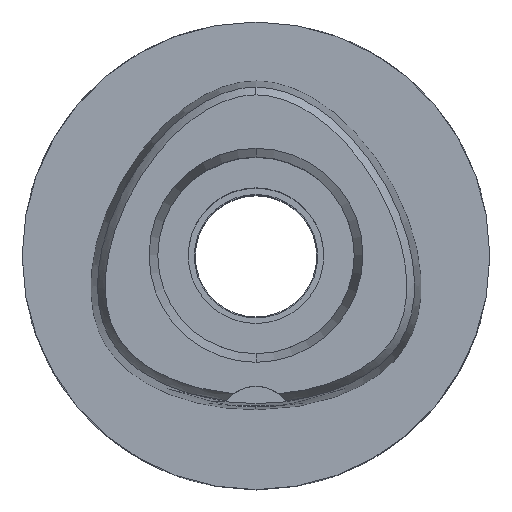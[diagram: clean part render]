
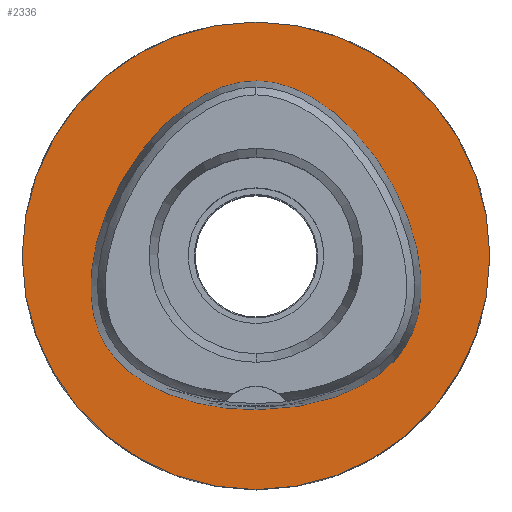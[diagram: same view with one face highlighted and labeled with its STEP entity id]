
A CAD part, top view. The second image highlights one B-rep face of the part: STEP entity #2336.
In plain terms, the highlighted planar face has unit normal (0, 0, 1).
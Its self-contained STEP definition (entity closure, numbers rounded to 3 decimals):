
#322=CARTESIAN_POINT('',(0.,0.,0.));
#323=DIRECTION('',(0.,0.,-1.));
#324=DIRECTION('',(0.,-1.,0.));
#325=AXIS2_PLACEMENT_3D('',#322,#323,#324);
#330=CARTESIAN_POINT('',(0.,0.,0.));
#331=DIRECTION('',(0.,0.,-1.));
#332=DIRECTION('',(0.,1.,0.));
#333=AXIS2_PLACEMENT_3D('',#330,#331,#332);
#338=CARTESIAN_POINT('',(0.,-16.455,0.));
#339=CARTESIAN_POINT('',(0.692,-16.455,0.));
#340=CARTESIAN_POINT('',(2.054,-16.405,
0.));
#341=CARTESIAN_POINT('',(4.058,-16.186,
0.));
#342=CARTESIAN_POINT('',(5.948,-15.835,0.));
#343=CARTESIAN_POINT('',(7.688,-15.376,0.));
#344=CARTESIAN_POINT('',(9.259,-14.829,0.));
#345=CARTESIAN_POINT('',(10.653,-14.216,0.));
#346=CARTESIAN_POINT('',(11.877,-13.555,0.));
#347=CARTESIAN_POINT('',(12.94,-12.86,0.));
#348=CARTESIAN_POINT('',(13.857,-12.14,0.));
#349=CARTESIAN_POINT('',(14.644,-11.402,0.));
#350=CARTESIAN_POINT('',(15.315,-10.646,0.));
#351=CARTESIAN_POINT('',(15.878,-9.879,0.));
#352=CARTESIAN_POINT('',(16.352,-9.087,0.));
#353=CARTESIAN_POINT('',(16.756,-8.239,0.));
#354=CARTESIAN_POINT('',(17.097,-7.31,0.));
#355=CARTESIAN_POINT('',(17.369,-6.292,0.));
#356=CARTESIAN_POINT('',(17.562,-5.173,0.));
#357=CARTESIAN_POINT('',(17.665,-3.943,0.));
#358=CARTESIAN_POINT('',(17.664,-2.594,0.));
#359=CARTESIAN_POINT('',(17.542,-1.121,0.));
#360=CARTESIAN_POINT('',(17.281,0.475,0.));
#361=CARTESIAN_POINT('',(16.863,2.181,0.));
#362=CARTESIAN_POINT('',(16.277,3.973,0.));
#363=CARTESIAN_POINT('',(15.522,5.812,0.));
#364=CARTESIAN_POINT('',(14.606,7.646,0.));
#365=CARTESIAN_POINT('',(13.551,9.421,0.));
#366=CARTESIAN_POINT('',(12.388,11.089,0.));
#367=CARTESIAN_POINT('',(11.154,12.608,0.));
#368=CARTESIAN_POINT('',(9.888,13.948,0.));
#369=CARTESIAN_POINT('',(8.623,15.097,0.));
#370=CARTESIAN_POINT('',(7.383,16.058,0.));
#371=CARTESIAN_POINT('',(6.184,16.842,0.));
#372=CARTESIAN_POINT('',(5.034,17.464,0.));
#373=CARTESIAN_POINT('',(3.935,17.942,0.));
#374=CARTESIAN_POINT('',(2.886,18.293,0.));
#375=CARTESIAN_POINT('',(1.883,18.53,0.));
#376=CARTESIAN_POINT('',(0.922,18.666,
0.));
#377=CARTESIAN_POINT('',(0.303,18.695,
0.));
#378=CARTESIAN_POINT('',(0.,18.695,
0.));
#383=CARTESIAN_POINT('',(0.,18.695,
0.));
#384=CARTESIAN_POINT('',(-0.304,18.695,
0.));
#385=CARTESIAN_POINT('',(-0.923,18.666,
0.));
#386=CARTESIAN_POINT('',(-1.883,18.53,
0.));
#387=CARTESIAN_POINT('',(-2.886,18.293,0.));
#388=CARTESIAN_POINT('',(-3.935,17.942,0.));
#389=CARTESIAN_POINT('',(-5.034,17.464,0.));
#390=CARTESIAN_POINT('',(-6.185,16.841,0.));
#391=CARTESIAN_POINT('',(-7.385,16.057,0.));
#392=CARTESIAN_POINT('',(-8.625,15.096,0.));
#393=CARTESIAN_POINT('',(-9.89,13.946,0.));
#394=CARTESIAN_POINT('',(-11.156,12.605,0.));
#395=CARTESIAN_POINT('',(-12.39,11.086,0.));
#396=CARTESIAN_POINT('',(-13.553,9.417,0.));
#397=CARTESIAN_POINT('',(-14.607,7.643,0.));
#398=CARTESIAN_POINT('',(-15.523,5.809,0.));
#399=CARTESIAN_POINT('',(-16.279,3.97,0.));
#400=CARTESIAN_POINT('',(-16.864,2.178,0.));
#401=CARTESIAN_POINT('',(-17.281,0.472,0.));
#402=CARTESIAN_POINT('',(-17.542,-1.123,0.));
#403=CARTESIAN_POINT('',(-17.664,-2.596,0.));
#404=CARTESIAN_POINT('',(-17.665,-3.945,0.));
#405=CARTESIAN_POINT('',(-17.562,-5.174,0.));
#406=CARTESIAN_POINT('',(-17.368,-6.293,0.));
#407=CARTESIAN_POINT('',(-17.097,-7.311,0.));
#408=CARTESIAN_POINT('',(-16.755,-8.242,0.));
#409=CARTESIAN_POINT('',(-16.352,-9.087,0.));
#410=CARTESIAN_POINT('',(-15.879,-9.877,0.));
#411=CARTESIAN_POINT('',(-15.317,-10.643,0.));
#412=CARTESIAN_POINT('',(-14.645,-11.4,0.));
#413=CARTESIAN_POINT('',(-13.859,-12.138,0.));
#414=CARTESIAN_POINT('',(-12.942,-12.858,0.));
#415=CARTESIAN_POINT('',(-11.879,-13.554,0.));
#416=CARTESIAN_POINT('',(-10.656,-14.215,0.));
#417=CARTESIAN_POINT('',(-9.261,-14.828,0.));
#418=CARTESIAN_POINT('',(-7.69,-15.375,0.));
#419=CARTESIAN_POINT('',(-5.949,-15.835,0.));
#420=CARTESIAN_POINT('',(-4.059,-16.185,
0.));
#421=CARTESIAN_POINT('',(-2.054,-16.405,
0.));
#422=CARTESIAN_POINT('',(-0.692,-16.455,0.));
#423=CARTESIAN_POINT('',(0.,-16.455,0.));
#1549=VERTEX_POINT('',#383);
#1550=VERTEX_POINT('',#423);
#1555=CARTESIAN_POINT('',(0.,-25.,0.));
#1556=CARTESIAN_POINT('',(0.,25.,0.));
#1557=VERTEX_POINT('',#1555);
#1558=VERTEX_POINT('',#1556);
#2320=CARTESIAN_POINT('',(0.,0.,0.));
#2321=DIRECTION('',(0.,0.,-1.));
#2322=DIRECTION('',(0.,-1.,0.));
#2323=AXIS2_PLACEMENT_3D('',#2320,#2321,#2322);
#2324=PLANE('',#2323);
#2326=ORIENTED_EDGE('',*,*,#2325,.T.);
#2328=ORIENTED_EDGE('',*,*,#2327,.T.);
#2329=EDGE_LOOP('',(#2326,#2328));
#2330=FACE_OUTER_BOUND('',#2329,.F.);
#2332=ORIENTED_EDGE('',*,*,#2331,.T.);
#2333=ORIENTED_EDGE('',*,*,#2303,.T.);
#2334=EDGE_LOOP('',(#2332,#2333));
#2335=FACE_BOUND('',#2334,.F.);
#326=CIRCLE('',#325,25.);
#334=CIRCLE('',#333,25.);
#379=B_SPLINE_CURVE_WITH_KNOTS('',3,(#338,#339,#340,#341,#342,#343,#344,#345,
#346,#347,#348,#349,#350,#351,#352,#353,#354,#355,#356,#357,#358,#359,#360,#361,
#362,#363,#364,#365,#366,#367,#368,#369,#370,#371,#372,#373,#374,#375,#376,#377,
#378),.UNSPECIFIED.,.F.,.F.,(4,1,1,1,1,1,1,1,1,1,1,1,1,1,1,1,1,1,1,1,1,1,1,1,1,
1,1,1,1,1,1,1,1,1,1,1,1,1,4),(0.,0.026,0.053,
0.079,0.105,0.132,0.158,
0.184,0.211,0.237,0.263,
0.289,0.316,0.342,0.368,
0.395,0.421,0.447,0.474,0.5,
0.526,0.553,0.579,0.605,
0.632,0.658,0.684,0.711,
0.737,0.763,0.789,0.816,
0.842,0.868,0.895,0.921,
0.947,0.974,1.),.UNSPECIFIED.);
#424=B_SPLINE_CURVE_WITH_KNOTS('',3,(#383,#384,#385,#386,#387,#388,#389,#390,
#391,#392,#393,#394,#395,#396,#397,#398,#399,#400,#401,#402,#403,#404,#405,#406,
#407,#408,#409,#410,#411,#412,#413,#414,#415,#416,#417,#418,#419,#420,#421,#422,
#423),.UNSPECIFIED.,.F.,.F.,(4,1,1,1,1,1,1,1,1,1,1,1,1,1,1,1,1,1,1,1,1,1,1,1,1,
1,1,1,1,1,1,1,1,1,1,1,1,1,4),(0.,0.026,0.053,
0.079,0.105,0.132,0.158,
0.184,0.211,0.237,0.263,
0.289,0.316,0.342,0.368,
0.395,0.421,0.447,0.474,0.5,
0.526,0.553,0.579,0.605,
0.632,0.658,0.684,0.711,
0.737,0.763,0.789,0.816,
0.842,0.868,0.895,0.921,
0.947,0.974,1.),.UNSPECIFIED.);
#2303=EDGE_CURVE('',#1549,#1550,#424,.T.);
#2325=EDGE_CURVE('',#1557,#1558,#326,.T.);
#2327=EDGE_CURVE('',#1558,#1557,#334,.T.);
#2331=EDGE_CURVE('',#1550,#1549,#379,.T.);
#2336=ADVANCED_FACE('',(#2330,#2335),#2324,.F.);
